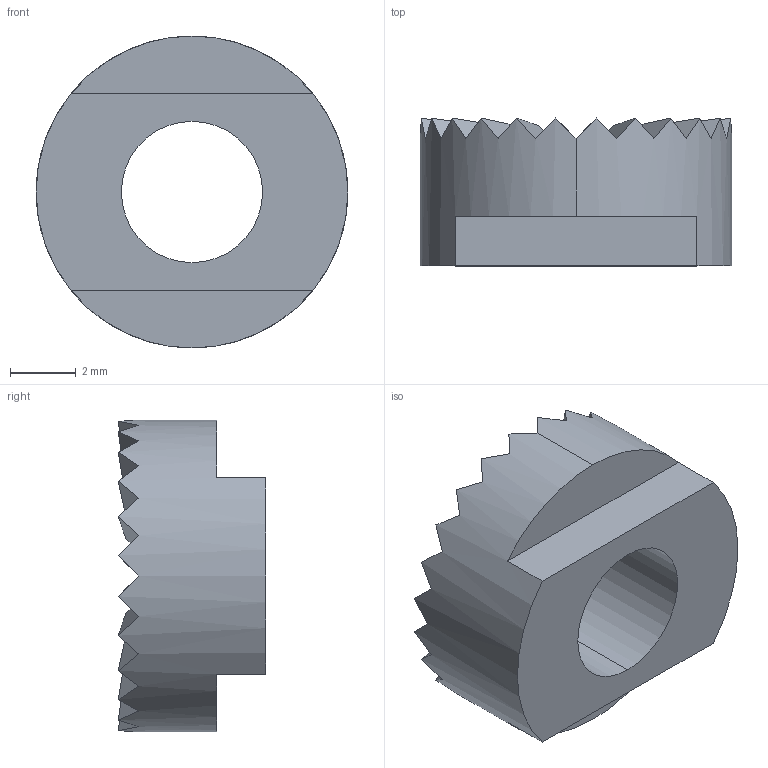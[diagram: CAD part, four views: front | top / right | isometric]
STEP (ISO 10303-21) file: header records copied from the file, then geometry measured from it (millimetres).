
FILE_DESCRIPTION (( 'STEP AP214' ), '1' );
FILE_NAME ('7816040', '2019-01-30T09:42:08', ( '' ), ('JUGARD+KÜNSTNER GmbH'), 'SwSTEP 2.0', 'SolidWorks 2017', '' );
FILE_SCHEMA (( 'AUTOMOTIVE_DESIGN' ));
Length unit declared in the file: millimetre
Products named in the file (1): 7816040
Bounding box: 9.5 x 4.5 x 9.5 mm (x, y, z)
Volume: 197.3 mm3; surface area: 310.1 mm2
Topology: 1 solids, 1 shells, 60 faces, 170 edges, 112 vertices
Faces by surface type: plane 54, cylinder 6
Entity records: 1963 total; most frequent: CARTESIAN_POINT 631, ORIENTED_EDGE 340, DIRECTION 208, EDGE_CURVE 170, VERTEX_POINT 112, AXIS2_PLACEMENT_3D 73, LINE 62, EDGE_LOOP 62
